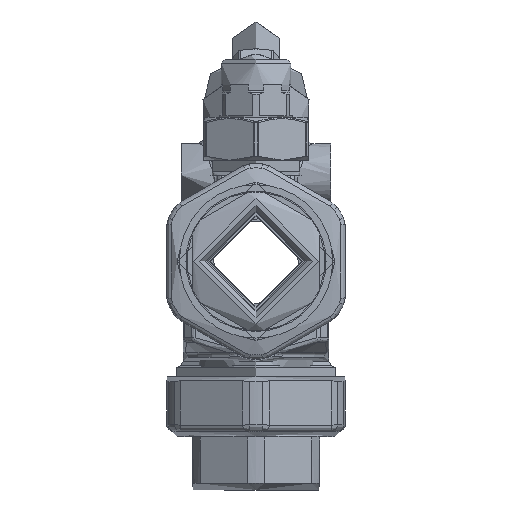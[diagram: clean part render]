
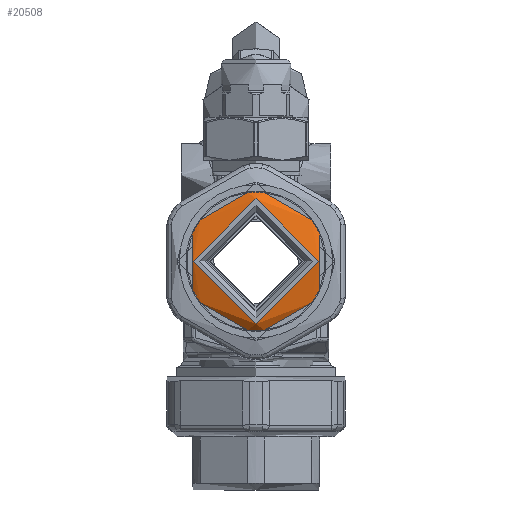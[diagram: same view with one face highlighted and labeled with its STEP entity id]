
A CAD part, left-side view. The second image highlights one B-rep face of the part: STEP entity #20508.
In plain terms, the highlighted conical face has half-angle 45 degrees and reference radius 20.9 mm.
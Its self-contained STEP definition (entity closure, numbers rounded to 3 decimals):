
#351=CONICAL_SURFACE('',#21983,20.9,0.785);
#2358=CIRCLE('',#21976,20.9);
#2359=CIRCLE('',#21977,20.9);
#2361=CIRCLE('',#21979,20.9);
#2362=CIRCLE('',#21980,20.9);
#2363=CIRCLE('',#21981,20.9);
#2364=CIRCLE('',#21982,20.9);
#2365=CIRCLE('',#21984,18.9);
#6333=ORIENTED_EDGE('',*,*,#8558,.T.);
#6334=ORIENTED_EDGE('',*,*,#8549,.F.);
#6335=ORIENTED_EDGE('',*,*,#8530,.T.);
#6336=ORIENTED_EDGE('',*,*,#8557,.F.);
#6337=ORIENTED_EDGE('',*,*,#8535,.T.);
#6338=ORIENTED_EDGE('',*,*,#8556,.F.);
#6339=ORIENTED_EDGE('',*,*,#8540,.T.);
#6340=ORIENTED_EDGE('',*,*,#8555,.F.);
#6341=ORIENTED_EDGE('',*,*,#8545,.T.);
#6342=ORIENTED_EDGE('',*,*,#8554,.F.);
#6343=ORIENTED_EDGE('',*,*,#8559,.T.);
#6344=ORIENTED_EDGE('',*,*,#8550,.F.);
#6345=ORIENTED_EDGE('',*,*,#8525,.T.);
#8525=EDGE_CURVE('',#9976,#9975,#10887,.F.);
#8530=EDGE_CURVE('',#9980,#9979,#10888,.F.);
#8535=EDGE_CURVE('',#9984,#9983,#10889,.F.);
#8540=EDGE_CURVE('',#9988,#9987,#10890,.F.);
#8545=EDGE_CURVE('',#9992,#9991,#10891,.F.);
#8549=EDGE_CURVE('',#9980,#9975,#2358,.T.);
#8550=EDGE_CURVE('',#9976,#9994,#2359,.T.);
#8554=EDGE_CURVE('',#9997,#9991,#2361,.T.);
#8555=EDGE_CURVE('',#9992,#9987,#2362,.T.);
#8556=EDGE_CURVE('',#9988,#9983,#2363,.T.);
#8557=EDGE_CURVE('',#9984,#9979,#2364,.T.);
#8558=EDGE_CURVE('',#9998,#9998,#2365,.T.);
#8559=EDGE_CURVE('',#9997,#9994,#10892,.F.);
#9975=VERTEX_POINT('',#38864);
#9976=VERTEX_POINT('',#38871);
#9979=VERTEX_POINT('',#38880);
#9980=VERTEX_POINT('',#38887);
#9983=VERTEX_POINT('',#38896);
#9984=VERTEX_POINT('',#38903);
#9987=VERTEX_POINT('',#38912);
#9988=VERTEX_POINT('',#38919);
#9991=VERTEX_POINT('',#38928);
#9992=VERTEX_POINT('',#38935);
#9994=VERTEX_POINT('',#38944);
#9997=VERTEX_POINT('',#38950);
#9998=VERTEX_POINT('',#38957);
#10887=B_SPLINE_CURVE_WITH_KNOTS('',3,(#38865,#38866,#38867,#38868,#38869,
#38870),.UNSPECIFIED.,.F.,.F.,(4,1,1,4),(0.007,0.015,
0.019,0.024),.UNSPECIFIED.);
#10888=B_SPLINE_CURVE_WITH_KNOTS('',3,(#38881,#38882,#38883,#38884,#38885,
#38886),.UNSPECIFIED.,.F.,.F.,(4,1,1,4),(0.007,0.015,
0.019,0.024),.UNSPECIFIED.);
#10889=B_SPLINE_CURVE_WITH_KNOTS('',3,(#38897,#38898,#38899,#38900,#38901,
#38902),.UNSPECIFIED.,.F.,.F.,(4,1,1,4),(0.007,0.015,
0.019,0.024),.UNSPECIFIED.);
#10890=B_SPLINE_CURVE_WITH_KNOTS('',3,(#38913,#38914,#38915,#38916,#38917,
#38918),.UNSPECIFIED.,.F.,.F.,(4,1,1,4),(0.007,0.015,
0.019,0.024),.UNSPECIFIED.);
#10891=B_SPLINE_CURVE_WITH_KNOTS('',3,(#38929,#38930,#38931,#38932,#38933,
#38934),.UNSPECIFIED.,.F.,.F.,(4,1,1,4),(0.007,0.015,
0.019,0.024),.UNSPECIFIED.);
#10892=B_SPLINE_CURVE_WITH_KNOTS('',3,(#38958,#38959,#38960,#38961,#38962,
#38963),.UNSPECIFIED.,.F.,.F.,(4,1,1,4),(0.007,0.015,
0.019,0.024),.UNSPECIFIED.);
#11992=EDGE_LOOP('',(#6333));
#11993=EDGE_LOOP('',(#6334,#6335,#6336,#6337,#6338,#6339,#6340,#6341,#6342,
#6343,#6344,#6345));
#13203=FACE_BOUND('',#11992,.T.);
#13204=FACE_BOUND('',#11993,.T.);
#20508=ADVANCED_FACE('',(#13203,#13204),#351,.T.);
#21976=AXIS2_PLACEMENT_3D('',#38942,#25223,#25224);
#21977=AXIS2_PLACEMENT_3D('',#38943,#25225,#25226);
#21979=AXIS2_PLACEMENT_3D('',#38951,#25231,#25232);
#21980=AXIS2_PLACEMENT_3D('',#38952,#25233,#25234);
#21981=AXIS2_PLACEMENT_3D('',#38953,#25235,#25236);
#21982=AXIS2_PLACEMENT_3D('',#38954,#25237,#25238);
#21983=AXIS2_PLACEMENT_3D('',#38955,#25239,#25240);
#21984=AXIS2_PLACEMENT_3D('',#38956,#25241,#25242);
#25223=DIRECTION('',(0.,-1.,0.));
#25224=DIRECTION('',(0.,0.,-1.));
#25225=DIRECTION('',(0.,-1.,0.));
#25226=DIRECTION('',(0.,0.,-1.));
#25231=DIRECTION('',(0.,-1.,0.));
#25232=DIRECTION('',(0.,0.,-1.));
#25233=DIRECTION('',(0.,-1.,0.));
#25234=DIRECTION('',(0.,0.,-1.));
#25235=DIRECTION('',(0.,-1.,0.));
#25236=DIRECTION('',(0.,0.,-1.));
#25237=DIRECTION('',(0.,-1.,0.));
#25238=DIRECTION('',(0.,0.,-1.));
#25239=DIRECTION('',(0.,-1.,0.));
#25240=DIRECTION('',(0.,0.,-1.));
#25241=DIRECTION('',(0.,-1.,0.));
#25242=DIRECTION('',(0.,0.,-1.));
#38864=CARTESIAN_POINT('',(2.45,22.,-20.756));
#38865=CARTESIAN_POINT('',(2.45,22.,-20.756));
#38866=CARTESIAN_POINT('',(4.715,23.033,-19.448));
#38867=CARTESIAN_POINT('',(8.375,24.027,-17.335));
#38868=CARTESIAN_POINT('',(13.272,23.378,-14.508));
#38869=CARTESIAN_POINT('',(15.612,22.519,-13.157));
#38870=CARTESIAN_POINT('',(16.75,22.,-12.499));
#38871=CARTESIAN_POINT('',(16.75,22.,-12.499));
#38880=CARTESIAN_POINT('',(-16.75,22.,-12.499));
#38881=CARTESIAN_POINT('',(-16.75,22.,-12.499));
#38882=CARTESIAN_POINT('',(-14.485,23.033,-13.807));
#38883=CARTESIAN_POINT('',(-10.825,24.027,-15.92));
#38884=CARTESIAN_POINT('',(-5.928,23.378,-18.748));
#38885=CARTESIAN_POINT('',(-3.588,22.519,-20.099));
#38886=CARTESIAN_POINT('',(-2.45,22.,-20.756));
#38887=CARTESIAN_POINT('',(-2.45,22.,-20.756));
#38896=CARTESIAN_POINT('',(-19.2,22.,8.257));
#38897=CARTESIAN_POINT('',(-19.2,22.,8.257));
#38898=CARTESIAN_POINT('',(-19.2,23.033,5.641));
#38899=CARTESIAN_POINT('',(-19.2,24.027,1.415));
#38900=CARTESIAN_POINT('',(-19.2,23.378,-4.24));
#38901=CARTESIAN_POINT('',(-19.2,22.519,-6.942));
#38902=CARTESIAN_POINT('',(-19.2,22.,-8.257));
#38903=CARTESIAN_POINT('',(-19.2,22.,-8.257));
#38912=CARTESIAN_POINT('',(-2.45,22.,20.756));
#38913=CARTESIAN_POINT('',(-2.45,22.,20.756));
#38914=CARTESIAN_POINT('',(-4.715,23.033,19.448));
#38915=CARTESIAN_POINT('',(-8.375,24.027,17.335));
#38916=CARTESIAN_POINT('',(-13.272,23.378,14.508));
#38917=CARTESIAN_POINT('',(-15.612,22.519,13.157));
#38918=CARTESIAN_POINT('',(-16.75,22.,12.499));
#38919=CARTESIAN_POINT('',(-16.75,22.,12.499));
#38928=CARTESIAN_POINT('',(16.75,22.,12.499));
#38929=CARTESIAN_POINT('',(16.75,22.,12.499));
#38930=CARTESIAN_POINT('',(14.485,23.033,13.807));
#38931=CARTESIAN_POINT('',(10.825,24.027,15.92));
#38932=CARTESIAN_POINT('',(5.928,23.378,18.748));
#38933=CARTESIAN_POINT('',(3.588,22.519,20.099));
#38934=CARTESIAN_POINT('',(2.45,22.,20.756));
#38935=CARTESIAN_POINT('',(2.45,22.,20.756));
#38942=CARTESIAN_POINT('',(0.,22.,0.));
#38943=CARTESIAN_POINT('',(0.,22.,0.));
#38944=CARTESIAN_POINT('',(19.2,22.,-8.257));
#38950=CARTESIAN_POINT('',(19.2,22.,8.257));
#38951=CARTESIAN_POINT('',(0.,22.,0.));
#38952=CARTESIAN_POINT('',(0.,22.,0.));
#38953=CARTESIAN_POINT('',(0.,22.,0.));
#38954=CARTESIAN_POINT('',(0.,22.,0.));
#38955=CARTESIAN_POINT('',(0.,22.,0.));
#38956=CARTESIAN_POINT('',(0.,24.,0.));
#38957=CARTESIAN_POINT('',(0.,24.,-18.9));
#38958=CARTESIAN_POINT('',(19.2,22.,-8.257));
#38959=CARTESIAN_POINT('',(19.2,23.033,-5.641));
#38960=CARTESIAN_POINT('',(19.2,24.027,-1.415));
#38961=CARTESIAN_POINT('',(19.2,23.378,4.24));
#38962=CARTESIAN_POINT('',(19.2,22.519,6.942));
#38963=CARTESIAN_POINT('',(19.2,22.,8.257));
